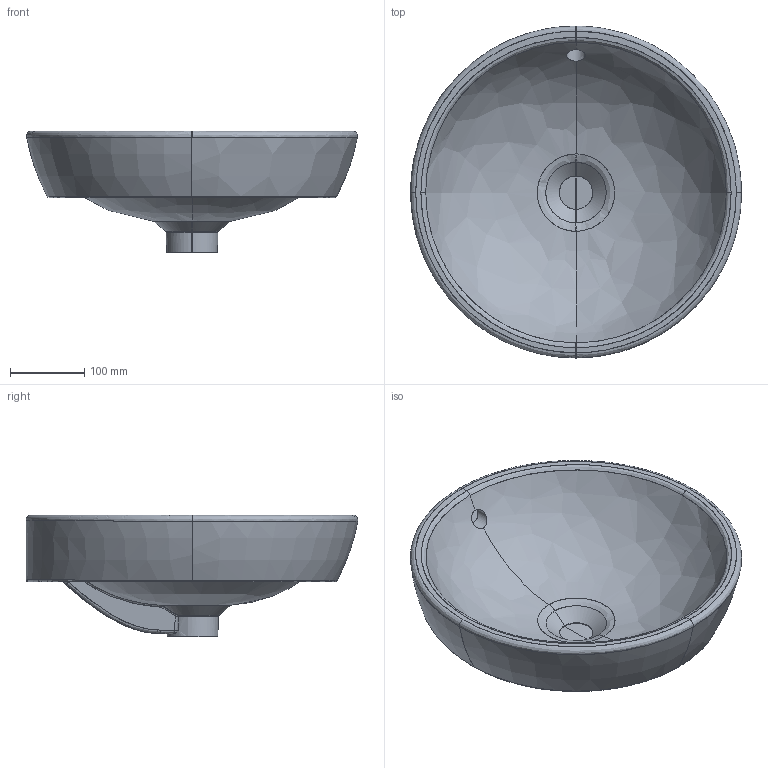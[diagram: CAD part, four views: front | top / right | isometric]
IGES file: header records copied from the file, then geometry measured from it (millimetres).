
Global section: file name: 5940.igs; native system: NX V10.0; preprocessor: SIEMENS PLM Software NX 10.0; date: 20160818.165816; units: millimetre
Bounding box: 447.25 x 448.62 x 164.7 mm (x, y, z)
Surface area: 494977.3 mm2 (no closed solid volume)
Topology: 0 solids, 0 shells, 152 faces, 1014 edges, 1010 vertices
Faces by surface type: bspline 149, offset 3
